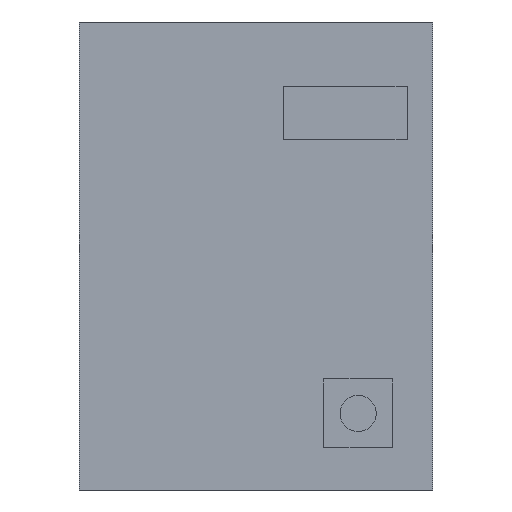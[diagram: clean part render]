
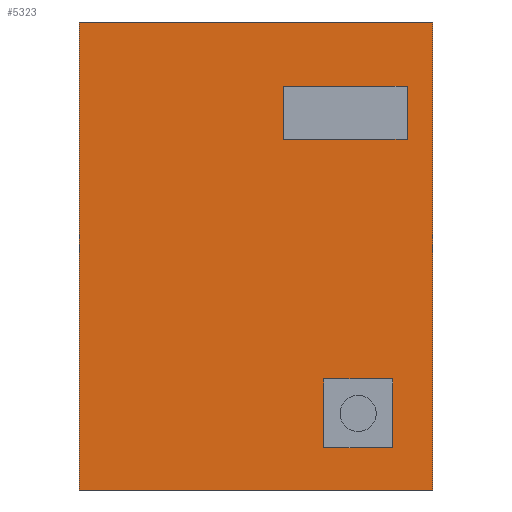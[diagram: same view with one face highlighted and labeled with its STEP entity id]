
A CAD part, front view. The second image highlights one B-rep face of the part: STEP entity #5323.
In plain terms, the highlighted planar face has unit normal (0, -1, 0).
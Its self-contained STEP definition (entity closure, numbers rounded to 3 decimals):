
#5099=CARTESIAN_POINT('POINT321',(10.541,-35.56,-13.97));
#5100=VERTEX_POINT('VERTEX321',#5099);
#5103=CARTESIAN_POINT('POINT322',(-10.541,-35.56,-13.97))
   ;
#5104=VERTEX_POINT('VERTEX322',#5103);
#5105=CARTESIAN_POINT('POS548',(-10.541,-35.56,-13.97));
#5106=DIRECTION('DIR749',(-1.,0.,0.));
#5107=VECTOR('VEC347',#5106,25.4);
#5108=LINE('STRAIGHT347',#5105,#5107);
#5109=EDGE_CURVE('EDGE484',#5100,#5104,#5108,.T.);
#5118=CARTESIAN_POINT('POINT323',(-10.541,-35.56,13.97));
#5119=VERTEX_POINT('VERTEX323',#5118);
#5120=CARTESIAN_POINT('POS549',(-10.541,-35.56,13.97));
#5121=DIRECTION('DIR750',(0.,0.,
   1.));
#5122=VECTOR('VEC348',#5121,25.4);
#5123=LINE('STRAIGHT348',#5120,#5122);
#5124=EDGE_CURVE('EDGE486',#5104,#5119,#5123,.T.);
#5133=CARTESIAN_POINT('POINT324',(10.541,-35.56,13.97));
#5134=VERTEX_POINT('VERTEX324',#5133);
#5135=CARTESIAN_POINT('POS550',(10.541,-35.56,13.97));
#5136=DIRECTION('DIR751',(1.,0.,
   0.));
#5137=VECTOR('VEC349',#5136,25.4);
#5138=LINE('STRAIGHT349',#5135,#5137);
#5139=EDGE_CURVE('EDGE488',#5119,#5134,#5138,.T.);
#5166=CARTESIAN_POINT('POS551',(10.541,-35.56,-13.97));
#5167=DIRECTION('DIR752',(0.,0.,
   -1.));
#5168=VECTOR('VEC350',#5167,25.4);
#5169=LINE('STRAIGHT350',#5166,#5168);
#5170=EDGE_CURVE('EDGE490',#5134,#5100,#5169,.T.);
#5177=CARTESIAN_POINT('POINT325',(1.651,-35.56,6.972));
#5178=VERTEX_POINT('VERTEX325',#5177);
#5185=CARTESIAN_POINT('POINT326',(9.017,-35.56,6.972));
#5186=VERTEX_POINT('VERTEX326',#5185);
#5187=CARTESIAN_POINT('POS553',(0.825,-35.56,
   6.972));
#5188=DIRECTION('DIR754',(-1.,0.,
   0.));
#5189=VECTOR('VEC352',#5188,25.4);
#5190=LINE('STRAIGHT352',#5187,#5189);
#5191=EDGE_CURVE('EDGE492',#5186,#5178,#5190,.T.);
#5209=CARTESIAN_POINT('POINT327',(9.017,-35.56,10.147));
#5210=VERTEX_POINT('VERTEX327',#5209);
#5211=CARTESIAN_POINT('POS556',(9.017,-35.56,3.486));
#5212=DIRECTION('DIR758',(0.,0.,
   -1.));
#5213=VECTOR('VEC354',#5212,25.4);
#5214=LINE('STRAIGHT354',#5211,#5213);
#5215=EDGE_CURVE('EDGE494',#5210,#5186,#5214,.T.);
#5233=CARTESIAN_POINT('POINT328',(1.651,-35.56,10.147));
#5234=VERTEX_POINT('VERTEX328',#5233);
#5235=CARTESIAN_POINT('POS559',(4.508,-35.56,
   10.147));
#5236=DIRECTION('DIR762',(1.,0.,
   0.));
#5237=VECTOR('VEC356',#5236,25.4);
#5238=LINE('STRAIGHT356',#5235,#5237);
#5239=EDGE_CURVE('EDGE496',#5234,#5210,#5238,.T.);
#5257=CARTESIAN_POINT('POS562',(1.651,-35.56,4.28));
#5258=DIRECTION('DIR766',(0.,0.,
   1.));
#5259=VECTOR('VEC358',#5258,25.4);
#5260=LINE('STRAIGHT358',#5257,#5259);
#5261=EDGE_CURVE('EDGE498',#5178,#5234,#5260,.T.);
#5272=CARTESIAN_POINT('POINT329',(8.153,-35.56,-11.455)
   );
#5273=VERTEX_POINT('VERTEX329',#5272);
#5274=CARTESIAN_POINT('POINT330',(4.039,-35.56,-11.455)
   );
#5275=VERTEX_POINT('VERTEX330',#5274);
#5276=CARTESIAN_POINT('POS564',(3.048,-35.56,
   -11.455));
#5277=DIRECTION('DIR769',(-1.,0.,0.));
#5278=VECTOR('VEC359',#5277,25.4);
#5279=LINE('STRAIGHT359',#5276,#5278);
#5280=EDGE_CURVE('EDGE499',#5273,#5275,#5279,.T.);
#5281=ORIENTED_EDGE('COEDGE989',*,*,#5280,.T.);
#5282=CARTESIAN_POINT('POINT331',(4.039,-35.56,-7.341))
   ;
#5283=VERTEX_POINT('VERTEX331',#5282);
#5284=CARTESIAN_POINT('POS565',(4.039,-35.56,-4.699));
#5285=DIRECTION('DIR770',(0.,0.,
   1.));
#5286=VECTOR('VEC360',#5285,25.4);
#5287=LINE('STRAIGHT360',#5284,#5286);
#5288=EDGE_CURVE('EDGE500',#5275,#5283,#5287,.T.);
#5289=ORIENTED_EDGE('COEDGE990',*,*,#5288,.T.);
#5290=CARTESIAN_POINT('POINT332',(8.153,-35.56,-7.341))
   ;
#5291=VERTEX_POINT('VERTEX332',#5290);
#5292=CARTESIAN_POINT('POS566',(3.048,-35.56,
   -7.341));
#5293=DIRECTION('DIR771',(1.,0.,0.));
#5294=VECTOR('VEC361',#5293,25.4);
#5295=LINE('STRAIGHT361',#5292,#5294);
#5296=EDGE_CURVE('EDGE501',#5283,#5291,#5295,.T.);
#5297=ORIENTED_EDGE('COEDGE991',*,*,#5296,.T.);
#5298=CARTESIAN_POINT('POS567',(8.153,-35.56,-4.699));
#5299=DIRECTION('DIR772',(0.,0.,
   -1.));
#5300=VECTOR('VEC362',#5299,25.4);
#5301=LINE('STRAIGHT362',#5298,#5300);
#5302=EDGE_CURVE('EDGE502',#5291,#5273,#5301,.T.);
#5303=ORIENTED_EDGE('COEDGE992',*,*,#5302,.T.);
#5304=EDGE_LOOP('NONE',(#5281,#5289,#5297,#5303));
#5305=FACE_BOUND('LOOP1',#5304,.T.);
#5306=ORIENTED_EDGE('COEDGE993',*,*,#5261,.T.);
#5307=ORIENTED_EDGE('COEDGE994',*,*,#5239,.T.);
#5308=ORIENTED_EDGE('COEDGE995',*,*,#5215,.T.);
#5309=ORIENTED_EDGE('COEDGE996',*,*,#5191,.T.);
#5310=EDGE_LOOP('NONE',(#5306,#5307,#5308,#5309));
#5311=FACE_BOUND('LOOP1',#5310,.T.);
#5312=ORIENTED_EDGE('COEDGE997',*,*,#5170,.F.);
#5313=ORIENTED_EDGE('COEDGE998',*,*,#5139,.F.);
#5314=ORIENTED_EDGE('COEDGE999',*,*,#5124,.F.);
#5315=ORIENTED_EDGE('COEDGE1000',*,*,#5109,.F.);
#5316=EDGE_LOOP('NONE',(#5312,#5313,#5314,#5315));
#5317=FACE_BOUND('LOOP1',#5316,.T.);
#5318=CARTESIAN_POINT('POS568',(0.,-35.56,
   0.));
#5319=DIRECTION('DIR773',(0.,-1.,
   0.));
#5320=DIRECTION('DIR774',(1.,0.,
   0.));
#5321=AXIS2_PLACEMENT_3D('AXIS206',#5318,#5319,#5320);
#5322=PLANE('PLANE122',#5321);
#5323=ADVANCED_FACE('FACE193',(#5305,#5311,#5317),#5322,.T.);
